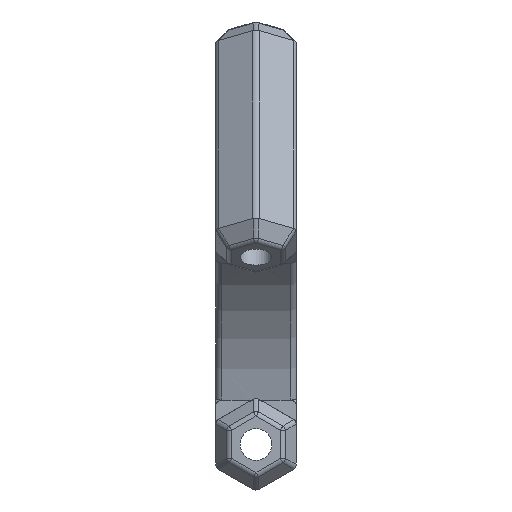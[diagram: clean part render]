
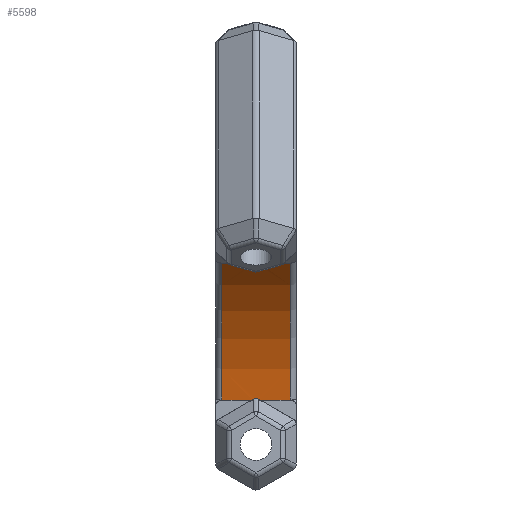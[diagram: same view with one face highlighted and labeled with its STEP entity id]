
A CAD part, left-side view. The second image highlights one B-rep face of the part: STEP entity #5598.
In plain terms, the highlighted cylindrical face has radius 34.781 mm (diameter 69.561 mm), a partial arc.
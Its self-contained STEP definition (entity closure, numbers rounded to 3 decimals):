
#49=B_SPLINE_CURVE_WITH_KNOTS('',3,(#8496,#8497,#8498,#8499,#8500,#8501,
#8502,#8503,#8504,#8505,#8506),.UNSPECIFIED.,.F.,.F.,(4,2,3,2,4),(-0.041,
-0.037,0.,0.037,0.041),
 .UNSPECIFIED.);
#53=B_SPLINE_CURVE_WITH_KNOTS('',3,(#9104,#9105,#9106,#9107,#9108,#9109,
#9110,#9111,#9112,#9113),.UNSPECIFIED.,.F.,.F.,(4,2,2,2,4),(0.285,
0.289,0.326,0.364,0.368),
 .UNSPECIFIED.);
#224=ELLIPSE('',#5801,84.131,34.781);
#225=ELLIPSE('',#5804,69.561,34.781);
#226=ELLIPSE('',#5805,84.131,34.781);
#262=ELLIPSE('',#5955,84.131,34.781);
#264=ELLIPSE('',#5961,84.131,34.781);
#271=ELLIPSE('',#6032,69.561,34.781);
#306=ELLIPSE('',#6279,69.561,34.781);
#673=FACE_OUTER_BOUND('',#1027,.T.);
#1027=EDGE_LOOP('',(#5066,#5067,#5068,#5069,#5070,#5071,#5072,#5073,#5074,
#5075,#5076,#5077,#5078,#5079,#5080,#5081));
#1122=LINE('',#8491,#1555);
#1429=LINE('',#10199,#1862);
#1430=LINE('',#10201,#1863);
#1467=LINE('',#10371,#1900);
#1469=LINE('',#10434,#1902);
#1555=VECTOR('',#6746,10.);
#1862=VECTOR('',#7837,10.);
#1863=VECTOR('',#7840,10.);
#1900=VECTOR('',#8051,10.);
#1902=VECTOR('',#8057,10.);
#2158=CIRCLE('',#6285,34.781);
#2159=CIRCLE('',#6286,34.781);
#2282=VERTEX_POINT('',#8486);
#2283=VERTEX_POINT('',#8488);
#2284=VERTEX_POINT('',#8490);
#2285=VERTEX_POINT('',#8494);
#2287=VERTEX_POINT('',#8510);
#2288=VERTEX_POINT('',#8512);
#2403=VERTEX_POINT('',#9101);
#2404=VERTEX_POINT('',#9103);
#2405=VERTEX_POINT('',#9116);
#2411=VERTEX_POINT('',#9184);
#2523=VERTEX_POINT('',#9510);
#2579=VERTEX_POINT('',#9832);
#2581=VERTEX_POINT('',#9909);
#2656=VERTEX_POINT('',#10365);
#2657=VERTEX_POINT('',#10370);
#2660=VERTEX_POINT('',#10432);
#2851=EDGE_CURVE('',#2283,#2282,#224,.T.);
#2852=EDGE_CURVE('',#2283,#2284,#1122,.T.);
#2855=EDGE_CURVE('',#2285,#2282,#49,.F.);
#2858=EDGE_CURVE('',#2288,#2287,#225,.T.);
#2859=EDGE_CURVE('',#2288,#2285,#226,.F.);
#3048=EDGE_CURVE('',#2403,#2404,#53,.F.);
#3050=EDGE_CURVE('',#2405,#2404,#262,.T.);
#3062=EDGE_CURVE('',#2411,#2403,#264,.F.);
#3205=EDGE_CURVE('',#2523,#2405,#271,.T.);
#3395=EDGE_CURVE('',#2579,#2284,#1429,.T.);
#3396=EDGE_CURVE('',#2287,#2581,#1430,.T.);
#3467=EDGE_CURVE('',#2411,#2656,#306,.T.);
#3469=EDGE_CURVE('',#2523,#2657,#1467,.T.);
#3474=EDGE_CURVE('',#2656,#2660,#1469,.T.);
#3475=EDGE_CURVE('',#2657,#2581,#2158,.T.);
#3476=EDGE_CURVE('',#2579,#2660,#2159,.T.);
#5066=ORIENTED_EDGE('',*,*,#3475,.F.);
#5067=ORIENTED_EDGE('',*,*,#3469,.F.);
#5068=ORIENTED_EDGE('',*,*,#3205,.T.);
#5069=ORIENTED_EDGE('',*,*,#3050,.T.);
#5070=ORIENTED_EDGE('',*,*,#3048,.F.);
#5071=ORIENTED_EDGE('',*,*,#3062,.F.);
#5072=ORIENTED_EDGE('',*,*,#3467,.T.);
#5073=ORIENTED_EDGE('',*,*,#3474,.T.);
#5074=ORIENTED_EDGE('',*,*,#3476,.F.);
#5075=ORIENTED_EDGE('',*,*,#3395,.T.);
#5076=ORIENTED_EDGE('',*,*,#2852,.F.);
#5077=ORIENTED_EDGE('',*,*,#2851,.T.);
#5078=ORIENTED_EDGE('',*,*,#2855,.F.);
#5079=ORIENTED_EDGE('',*,*,#2859,.F.);
#5080=ORIENTED_EDGE('',*,*,#2858,.T.);
#5081=ORIENTED_EDGE('',*,*,#3396,.T.);
#5272=CYLINDRICAL_SURFACE('',#6284,34.781);
#5598=ADVANCED_FACE('',(#673),#5272,.F.);
#5801=AXIS2_PLACEMENT_3D('',#8489,#6744,#6745);
#5804=AXIS2_PLACEMENT_3D('',#8513,#6755,#6756);
#5805=AXIS2_PLACEMENT_3D('',#8514,#6757,#6758);
#5955=AXIS2_PLACEMENT_3D('',#9117,#7160,#7161);
#5961=AXIS2_PLACEMENT_3D('',#9186,#7181,#7182);
#6032=AXIS2_PLACEMENT_3D('',#9512,#7418,#7419);
#6279=AXIS2_PLACEMENT_3D('',#10366,#8044,#8045);
#6284=AXIS2_PLACEMENT_3D('',#10435,#8058,#8059);
#6285=AXIS2_PLACEMENT_3D('',#10436,#8060,#8061);
#6286=AXIS2_PLACEMENT_3D('',#10437,#8062,#8063);
#6744=DIRECTION('center_axis',(-0.339,0.413,0.845));
#6745=DIRECTION('ref_axis',(0.154,0.911,-0.384));
#6746=DIRECTION('',(-0.433,-0.866,0.25));
#6755=DIRECTION('center_axis',(-0.75,-0.5,0.433));
#6756=DIRECTION('ref_axis',(0.433,-0.866,-0.25));
#6757=DIRECTION('center_axis',(-0.339,-0.413,0.845));
#6758=DIRECTION('ref_axis',(0.154,-0.911,-0.384));
#7160=DIRECTION('center_axis',(0.562,-0.413,-0.716));
#7161=DIRECTION('ref_axis',(0.255,0.911,-0.325));
#7181=DIRECTION('center_axis',(0.562,0.413,-0.716));
#7182=DIRECTION('ref_axis',(0.255,-0.911,-0.325));
#7418=DIRECTION('center_axis',(0.,-0.5,-0.866));
#7419=DIRECTION('ref_axis',(0.,-0.866,0.5));
#7837=DIRECTION('',(0.,1.,0.));
#7840=DIRECTION('',(0.,1.,0.));
#8044=DIRECTION('center_axis',(0.,0.5,-0.866));
#8045=DIRECTION('ref_axis',(0.,0.866,0.5));
#8051=DIRECTION('',(0.,1.,0.));
#8057=DIRECTION('',(0.,-1.,0.));
#8058=DIRECTION('center_axis',(0.,1.,0.));
#8059=DIRECTION('ref_axis',(0.988,0.,0.157));
#8060=DIRECTION('center_axis',(0.,-1.,0.));
#8061=DIRECTION('ref_axis',(0.866,0.,0.5));
#8062=DIRECTION('center_axis',(0.,1.,0.));
#8063=DIRECTION('ref_axis',(0.866,0.,0.5));
#8486=CARTESIAN_POINT('',(-29.41,5.937,-2.739));
#8488=CARTESIAN_POINT('',(-29.494,5.727,-2.671));
#8489=CARTESIAN_POINT('Origin',(-51.407,42.979,-29.68));
#8490=CARTESIAN_POINT('',(-29.495,5.726,-2.67));
#8491=CARTESIAN_POINT('',(-26.55,11.616,-4.371));
#8494=CARTESIAN_POINT('',(-29.41,6.763,-2.739));
#8496=CARTESIAN_POINT('Ctrl Pts',(-29.41,5.937,-2.739));
#8497=CARTESIAN_POINT('Ctrl Pts',(-29.405,5.949,-2.743));
#8498=CARTESIAN_POINT('Ctrl Pts',(-29.4,5.962,-2.747));
#8499=CARTESIAN_POINT('Ctrl Pts',(-29.353,6.094,-2.786));
#8500=CARTESIAN_POINT('Ctrl Pts',(-29.331,6.225,-2.804));
#8501=CARTESIAN_POINT('Ctrl Pts',(-29.331,6.35,-2.804));
#8502=CARTESIAN_POINT('Ctrl Pts',(-29.331,6.475,-2.804));
#8503=CARTESIAN_POINT('Ctrl Pts',(-29.353,6.606,-2.786));
#8504=CARTESIAN_POINT('Ctrl Pts',(-29.4,6.738,-2.747));
#8505=CARTESIAN_POINT('Ctrl Pts',(-29.405,6.751,-2.743));
#8506=CARTESIAN_POINT('Ctrl Pts',(-29.41,6.763,-2.739));
#8510=CARTESIAN_POINT('',(-29.495,6.974,-2.67));
#8512=CARTESIAN_POINT('',(-29.494,6.973,-2.671));
#8513=CARTESIAN_POINT('Origin',(-51.407,16.452,-29.68));
#8514=CARTESIAN_POINT('Origin',(-51.407,-30.279,-29.68));
#9101=CARTESIAN_POINT('',(-17.077,5.937,-24.1));
#9103=CARTESIAN_POINT('',(-17.077,6.763,-24.1));
#9104=CARTESIAN_POINT('Ctrl Pts',(-17.077,6.763,-24.1));
#9105=CARTESIAN_POINT('Ctrl Pts',(-17.078,6.751,-24.094));
#9106=CARTESIAN_POINT('Ctrl Pts',(-17.079,6.738,-24.087));
#9107=CARTESIAN_POINT('Ctrl Pts',(-17.089,6.606,-24.027));
#9108=CARTESIAN_POINT('Ctrl Pts',(-17.094,6.475,-23.999));
#9109=CARTESIAN_POINT('Ctrl Pts',(-17.094,6.225,-23.999));
#9110=CARTESIAN_POINT('Ctrl Pts',(-17.089,6.094,-24.027));
#9111=CARTESIAN_POINT('Ctrl Pts',(-17.079,5.962,-24.087));
#9112=CARTESIAN_POINT('Ctrl Pts',(-17.078,5.949,-24.094));
#9113=CARTESIAN_POINT('Ctrl Pts',(-17.077,5.937,-24.1));
#9116=CARTESIAN_POINT('',(-17.06,6.973,-24.207));
#9117=CARTESIAN_POINT('Origin',(-51.407,-30.279,-29.68));
#9184=CARTESIAN_POINT('',(-17.06,5.727,-24.207));
#9186=CARTESIAN_POINT('Origin',(-51.407,42.979,-29.68));
#9510=CARTESIAN_POINT('',(-17.06,6.974,-24.208));
#9512=CARTESIAN_POINT('Origin',(-51.407,16.452,-29.68));
#9832=CARTESIAN_POINT('',(-29.495,1.,-2.67));
#9909=CARTESIAN_POINT('',(-29.495,11.7,-2.67));
#10199=CARTESIAN_POINT('',(-29.495,0.,-2.67));
#10201=CARTESIAN_POINT('',(-29.495,0.,-2.67));
#10365=CARTESIAN_POINT('',(-17.06,5.726,-24.208));
#10366=CARTESIAN_POINT('Origin',(-51.407,-3.752,-29.68));
#10370=CARTESIAN_POINT('',(-17.06,11.7,-24.208));
#10371=CARTESIAN_POINT('',(-17.06,0.,-24.208));
#10432=CARTESIAN_POINT('',(-17.06,1.,-24.208));
#10434=CARTESIAN_POINT('',(-17.06,0.,-24.208));
#10435=CARTESIAN_POINT('Origin',(-51.407,0.,-29.68));
#10436=CARTESIAN_POINT('Origin',(-51.407,11.7,-29.68));
#10437=CARTESIAN_POINT('Origin',(-51.407,1.,-29.68));
